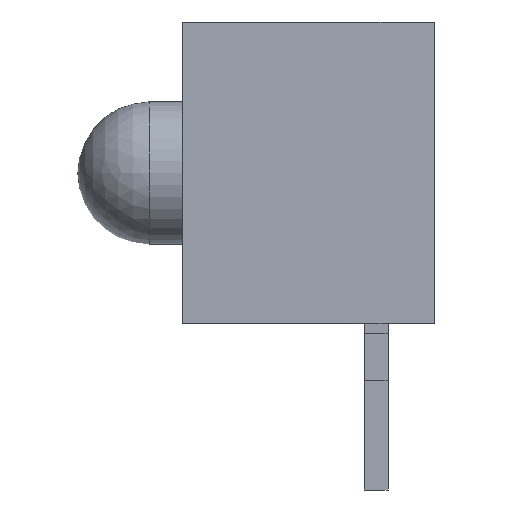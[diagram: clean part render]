
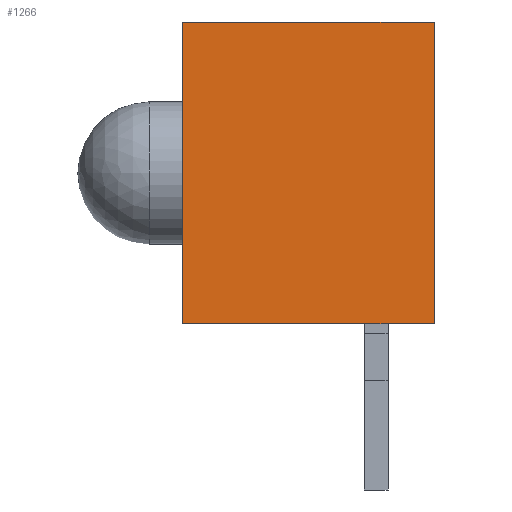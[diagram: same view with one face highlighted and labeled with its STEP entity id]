
A CAD part, front view. The second image highlights one B-rep face of the part: STEP entity #1266.
In plain terms, the highlighted planar face has unit normal (0, -1, 0).
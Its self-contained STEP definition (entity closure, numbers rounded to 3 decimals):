
#186 = VECTOR ( 'NONE', #737, 1000. ) ;
#266 = CARTESIAN_POINT ( 'NONE',  ( 176.787, 226.009, 6.35 ) ) ;
#278 = CARTESIAN_POINT ( 'NONE',  ( 182.087, 226.009, 6.35 ) ) ;
#282 = CARTESIAN_POINT ( 'NONE',  ( 176.787, 226.009, 0. ) ) ;
#283 = CARTESIAN_POINT ( 'NONE',  ( 182.087, 226.009, 0. ) ) ;
#535 = EDGE_LOOP ( 'NONE', ( #1119, #1115, #1096, #1118 ) ) ;
#717 = LINE ( 'NONE', #718, #1660 ) ;
#718 = CARTESIAN_POINT ( 'NONE',  ( 182.087, 226.009, 3.175 ) ) ;
#719 = DIRECTION ( 'NONE',  ( 0., 0., 1. ) ) ;
#735 = LINE ( 'NONE', #736, #186 ) ;
#736 = CARTESIAN_POINT ( 'NONE',  ( 179.437, 226.009, 0. ) ) ;
#737 = DIRECTION ( 'NONE',  ( 1., 0., 0. ) ) ;
#1096 = ORIENTED_EDGE ( 'NONE', *, *, #1287, .F. ) ;
#1115 = ORIENTED_EDGE ( 'NONE', *, *, #1279, .F. ) ;
#1118 = ORIENTED_EDGE ( 'NONE', *, *, #1360, .T. ) ;
#1119 = ORIENTED_EDGE ( 'NONE', *, *, #1354, .T. ) ;
#1153 = VERTEX_POINT ( 'NONE', #266 ) ;
#1160 = VERTEX_POINT ( 'NONE', #278 ) ;
#1162 = VERTEX_POINT ( 'NONE', #282 ) ;
#1163 = VERTEX_POINT ( 'NONE', #283 ) ;
#1266 = ADVANCED_FACE ( 'NONE', ( #1869 ), #1789, .T. ) ;
#1279 = EDGE_CURVE ( 'NONE', #1153, #1160, #1837, .T. ) ;
#1287 = EDGE_CURVE ( 'NONE', #1162, #1153, #1864, .T. ) ;
#1354 = EDGE_CURVE ( 'NONE', #1163, #1160, #717, .T. ) ;
#1360 = EDGE_CURVE ( 'NONE', #1162, #1163, #735, .T. ) ;
#1440 = VECTOR ( 'NONE', #1479, 1000. ) ;
#1479 = DIRECTION ( 'NONE',  ( 0., 0., 1. ) ) ;
#1660 = VECTOR ( 'NONE', #719, 1000. ) ;
#1789 = PLANE ( 'NONE',  #1881 ) ;
#1793 = CARTESIAN_POINT ( 'NONE',  ( 176.257, 226.009, 6.985 ) ) ;
#1794 = DIRECTION ( 'NONE',  ( 0., -1., 0. ) ) ;
#1795 = DIRECTION ( 'NONE',  ( 0., 0., -1. ) ) ;
#1837 = LINE ( 'NONE', #1838, #1900 ) ;
#1838 = CARTESIAN_POINT ( 'NONE',  ( 179.437, 226.009, 6.35 ) ) ;
#1839 = DIRECTION ( 'NONE',  ( 1., 0., 0. ) ) ;
#1864 = LINE ( 'NONE', #1865, #1440 ) ;
#1865 = CARTESIAN_POINT ( 'NONE',  ( 176.787, 226.009, 3.175 ) ) ;
#1869 = FACE_OUTER_BOUND ( 'NONE', #535, .T. ) ;
#1881 = AXIS2_PLACEMENT_3D ( 'NONE', #1793, #1794, #1795 ) ;
#1900 = VECTOR ( 'NONE', #1839, 1000. ) ;
